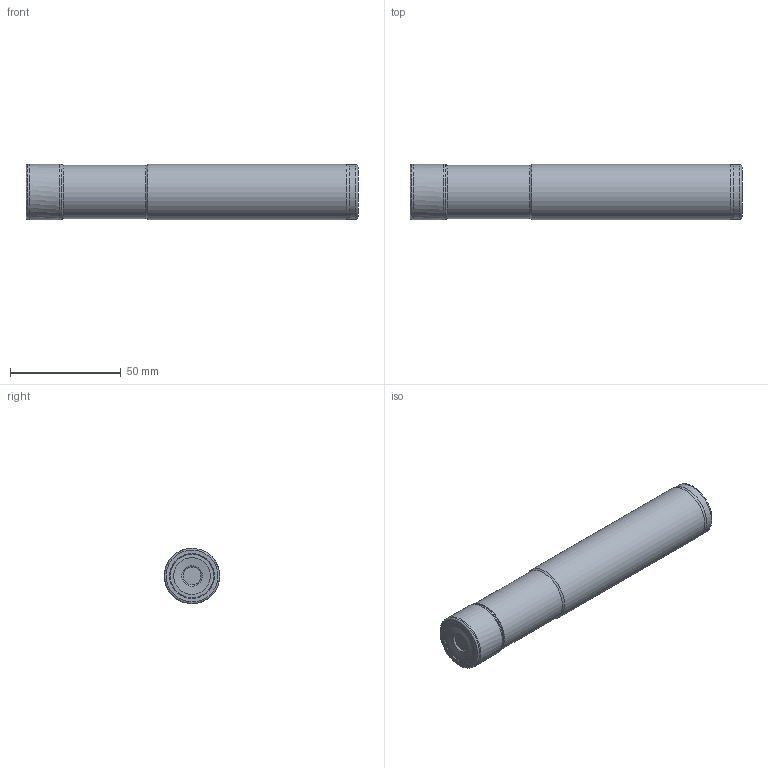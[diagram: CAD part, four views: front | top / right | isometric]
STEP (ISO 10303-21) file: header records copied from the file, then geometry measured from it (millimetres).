
FILE_DESCRIPTION(/* description */ (''),/* implementation_level */ '2;1');
FILE_NAME(/* name */ 'AEM90-AP16L-D25-C25-L150-Z02.stp',/* time_stamp */ '2023-10-17T11:56:48+03:00',/* author */ (''),/* organization */ (''),/* preprocessor_version */ 'ST-DEVELOPER v19.4',/* originating_system */ 'SIEMENS PLM Software NX2306.3001',/* authorisation */ '');
FILE_SCHEMA (('AUTOMOTIVE_DESIGN { 1 0 10303 214 3 1 1 1 }'));
Length unit declared in the file: millimetre
Products named in the file (1): AEM90-AP16L-D25-C25-L150-Z02
Bounding box: 149.98 x 25.01 x 25.01 mm (x, y, z)
Volume: 77915.5 mm3; surface area: 14869.8 mm2
Topology: 2 solids, 2 shells, 30 faces, 74 edges, 47 vertices
Faces by surface type: revolution 18, cone 4, cylinder 3, plane 3, torus 2
Full cylindrical faces by diameter (mm): 24 x1, 24.5 x1, 25 x1
Entity records: 770 total; most frequent: CARTESIAN_POINT 119, DIRECTION 118, EDGE_LOOP 58, ORIENTED_EDGE 58, FACE_BOUND 56, AXIS2_PLACEMENT_3D 44, ADVANCED_FACE 30, VERTEX_POINT 29
